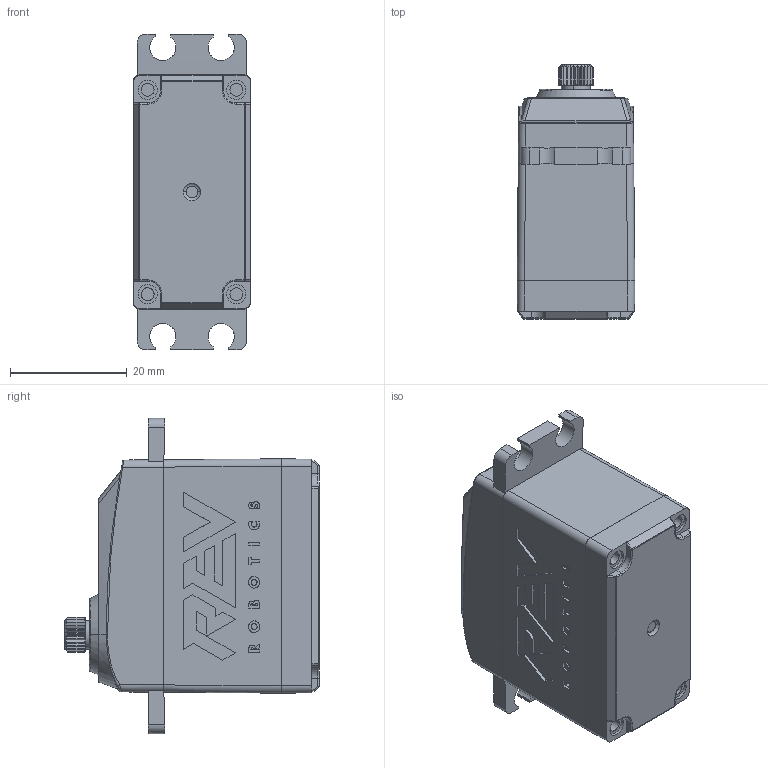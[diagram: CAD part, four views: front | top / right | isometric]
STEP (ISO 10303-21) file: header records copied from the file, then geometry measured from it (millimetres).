
FILE_DESCRIPTION (( 'STEP AP214' ), '1' );
FILE_NAME ('REV-41-3336_RevB_UNLINKED.STEP', '2025-07-09T22:07:08', ( '' ), ( '' ), 'SwSTEP 2.0', 'SolidWorks 2022', '' );
FILE_SCHEMA (( 'AUTOMOTIVE_DESIGN' ));
Length unit declared in the file: millimetre
Products named in the file (1): REV-41-3336_RevB_UNLINKED
Bounding box: 20.15 x 43.55 x 54 mm (x, y, z)
Volume: 25755.8 mm3; surface area: 10931.9 mm2
Topology: 1 solids, 4 shells, 919 faces, 2484 edges, 1633 vertices
Faces by surface type: plane 465, cylinder 202, bspline 182, torus 39, cone 17, sphere 14
Entity records: 49127 total; most frequent: CARTESIAN_POINT 19245, ORIENTED_EDGE 4966, DIRECTION 3519, EDGE_CURVE 2483, VERTEX_POINT 1633, LINE 1407, VECTOR 1407, AXIS2_PLACEMENT_3D 1056
